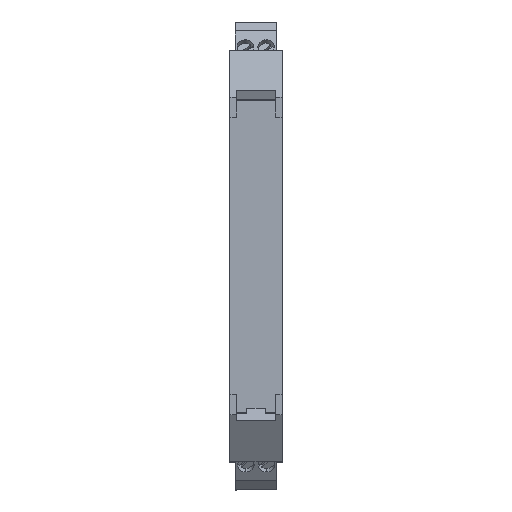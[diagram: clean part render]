
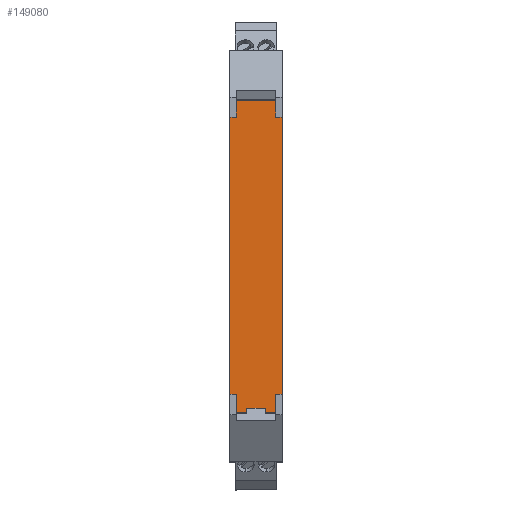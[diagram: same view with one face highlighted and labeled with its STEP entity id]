
A CAD part, top view. The second image highlights one B-rep face of the part: STEP entity #149080.
In plain terms, the highlighted planar face has unit normal (0, 0, 1).
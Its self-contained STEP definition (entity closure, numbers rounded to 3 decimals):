
#65230=CARTESIAN_POINT('',(12.6,16.18,
113.7));
#65240=VERTEX_POINT('',#65230);
#65640=CARTESIAN_POINT('',(12.6,82.826,
113.7));
#65650=VERTEX_POINT('',#65640);
#144500=CARTESIAN_POINT('',(11.,11.813,
113.7));
#144510=VERTEX_POINT('',#144500);
#147210=CARTESIAN_POINT('',(0.,49.5,
113.7));
#147220=DIRECTION('',(0.,1.,0.));
#147230=VECTOR('',#147220,1.);
#147240=LINE('',#147210,#147230);
#147250=CARTESIAN_POINT('',(0.,16.18,
113.7));
#147260=VERTEX_POINT('',#147250);
#147270=CARTESIAN_POINT('',(0.,82.826,
113.7));
#147280=VERTEX_POINT('',#147270);
#147290=EDGE_CURVE('',#147260,#147280,#147240,.T.);
#147920=CARTESIAN_POINT('',(12.6,11.3,
113.7));
#147930=DIRECTION('',(0.,0.,-1.));
#147940=DIRECTION('',(0.,-1.,0.));
#147950=AXIS2_PLACEMENT_3D('',#147920,#147930,#147940);
#147960=PLANE('',#147950);
#147970=CARTESIAN_POINT('',(8.55,49.5,
113.7));
#147980=DIRECTION('',(0.,-1.,0.));
#147990=VECTOR('',#147980,1.);
#148000=LINE('',#147970,#147990);
#148010=CARTESIAN_POINT('',(8.55,12.858,
113.7));
#148020=VERTEX_POINT('',#148010);
#148030=CARTESIAN_POINT('',(8.55,11.813,
113.7));
#148040=VERTEX_POINT('',#148030);
#148050=EDGE_CURVE('',#148020,#148040,#148000,.T.);
#148060=ORIENTED_EDGE('',*,*,#148050,.T.);
#148070=CARTESIAN_POINT('',(8.8,12.858,
113.7));
#148080=DIRECTION('',(-1.,0.,0.));
#148090=VECTOR('',#148080,1.);
#148100=LINE('',#148070,#148090);
#148110=CARTESIAN_POINT('',(4.05,12.858,
113.7));
#148120=VERTEX_POINT('',#148110);
#148130=EDGE_CURVE('',#148020,#148120,#148100,.T.);
#148140=ORIENTED_EDGE('',*,*,#148130,.F.);
#148150=CARTESIAN_POINT('',(4.05,49.5,
113.7));
#148160=DIRECTION('',(0.,1.,0.));
#148170=VECTOR('',#148160,1.);
#148180=LINE('',#148150,#148170);
#148190=CARTESIAN_POINT('',(4.05,11.813,
113.7));
#148200=VERTEX_POINT('',#148190);
#148210=EDGE_CURVE('',#148200,#148120,#148180,.T.);
#148220=ORIENTED_EDGE('',*,*,#148210,.T.);
#148230=CARTESIAN_POINT('',(8.8,11.813,
113.7));
#148240=DIRECTION('',(1.,0.,0.));
#148250=VECTOR('',#148240,1.);
#148260=LINE('',#148230,#148250);
#148270=CARTESIAN_POINT('',(1.6,11.813,
113.7));
#148280=VERTEX_POINT('',#148270);
#148290=EDGE_CURVE('',#148280,#148200,#148260,.T.);
#148300=ORIENTED_EDGE('',*,*,#148290,.T.);
#148310=CARTESIAN_POINT('',(1.6,49.5,
113.7));
#148320=DIRECTION('',(0.,-1.,0.));
#148330=VECTOR('',#148320,1.);
#148340=LINE('',#148310,#148330);
#148350=CARTESIAN_POINT('',(1.6,16.18,
113.7));
#148360=VERTEX_POINT('',#148350);
#148370=EDGE_CURVE('',#148360,#148280,#148340,.T.);
#148380=ORIENTED_EDGE('',*,*,#148370,.T.);
#148390=CARTESIAN_POINT('',(8.8,16.18,
113.7));
#148400=DIRECTION('',(1.,0.,0.));
#148410=VECTOR('',#148400,1.);
#148420=LINE('',#148390,#148410);
#148430=EDGE_CURVE('',#147260,#148360,#148420,.T.);
#148440=ORIENTED_EDGE('',*,*,#148430,.T.);
#148450=ORIENTED_EDGE('',*,*,#147290,.F.);
#148460=CARTESIAN_POINT('',(8.8,82.826,
113.7));
#148470=DIRECTION('',(-1.,0.,0.));
#148480=VECTOR('',#148470,1.);
#148490=LINE('',#148460,#148480);
#148500=CARTESIAN_POINT('',(1.6,82.826,
113.7));
#148510=VERTEX_POINT('',#148500);
#148520=EDGE_CURVE('',#148510,#147280,#148490,.T.);
#148530=ORIENTED_EDGE('',*,*,#148520,.T.);
#148540=CARTESIAN_POINT('',(1.6,49.5,
113.7));
#148550=DIRECTION('',(0.,-1.,0.));
#148560=VECTOR('',#148550,1.);
#148570=LINE('',#148540,#148560);
#148580=CARTESIAN_POINT('',(1.6,86.887,
113.7));
#148590=VERTEX_POINT('',#148580);
#148600=EDGE_CURVE('',#148590,#148510,#148570,.T.);
#148610=ORIENTED_EDGE('',*,*,#148600,.T.);
#148620=CARTESIAN_POINT('',(8.8,86.887,
113.7));
#148630=DIRECTION('',(-1.,0.,0.));
#148640=VECTOR('',#148630,1.);
#148650=LINE('',#148620,#148640);
#148660=CARTESIAN_POINT('',(11.,86.887,
113.7));
#148670=VERTEX_POINT('',#148660);
#148680=EDGE_CURVE('',#148670,#148590,#148650,.T.);
#148690=ORIENTED_EDGE('',*,*,#148680,.T.);
#148700=CARTESIAN_POINT('',(11.,49.5,
113.7));
#148710=DIRECTION('',(0.,1.,0.));
#148720=VECTOR('',#148710,1.);
#148730=LINE('',#148700,#148720);
#148740=CARTESIAN_POINT('',(11.,82.826,
113.7));
#148750=VERTEX_POINT('',#148740);
#148760=EDGE_CURVE('',#148750,#148670,#148730,.T.);
#148770=ORIENTED_EDGE('',*,*,#148760,.T.);
#148780=CARTESIAN_POINT('',(8.8,82.826,
113.7));
#148790=DIRECTION('',(-1.,0.,0.));
#148800=VECTOR('',#148790,1.);
#148810=LINE('',#148780,#148800);
#148820=EDGE_CURVE('',#65650,#148750,#148810,.T.);
#148830=ORIENTED_EDGE('',*,*,#148820,.T.);
#148840=CARTESIAN_POINT('',(12.6,49.5,
113.7));
#148850=DIRECTION('',(0.,-1.,0.));
#148860=VECTOR('',#148850,1.);
#148870=LINE('',#148840,#148860);
#148880=EDGE_CURVE('',#65650,#65240,#148870,.T.);
#148890=ORIENTED_EDGE('',*,*,#148880,.F.);
#148900=CARTESIAN_POINT('',(8.8,16.18,
113.7));
#148910=DIRECTION('',(1.,0.,0.));
#148920=VECTOR('',#148910,1.);
#148930=LINE('',#148900,#148920);
#148940=CARTESIAN_POINT('',(11.,16.18,
113.7));
#148950=VERTEX_POINT('',#148940);
#148960=EDGE_CURVE('',#148950,#65240,#148930,.T.);
#148970=ORIENTED_EDGE('',*,*,#148960,.T.);
#148980=CARTESIAN_POINT('',(11.,49.5,
113.7));
#148990=DIRECTION('',(0.,1.,0.));
#149000=VECTOR('',#148990,1.);
#149010=LINE('',#148980,#149000);
#149020=EDGE_CURVE('',#144510,#148950,#149010,.T.);
#149030=ORIENTED_EDGE('',*,*,#149020,.T.);
#149040=EDGE_CURVE('',#148040,#144510,#148260,.T.);
#149050=ORIENTED_EDGE('',*,*,#149040,.T.);
#149060=EDGE_LOOP('',(#149050,#149030,#148970,#148890,#148830,#148770,
#148690,#148610,#148530,#148450,#148440,#148380,#148300,#148220,#148140,
#148060));
#149070=FACE_OUTER_BOUND('',#149060,.T.);
#149080=ADVANCED_FACE('',(#149070),#147960,.F.);
